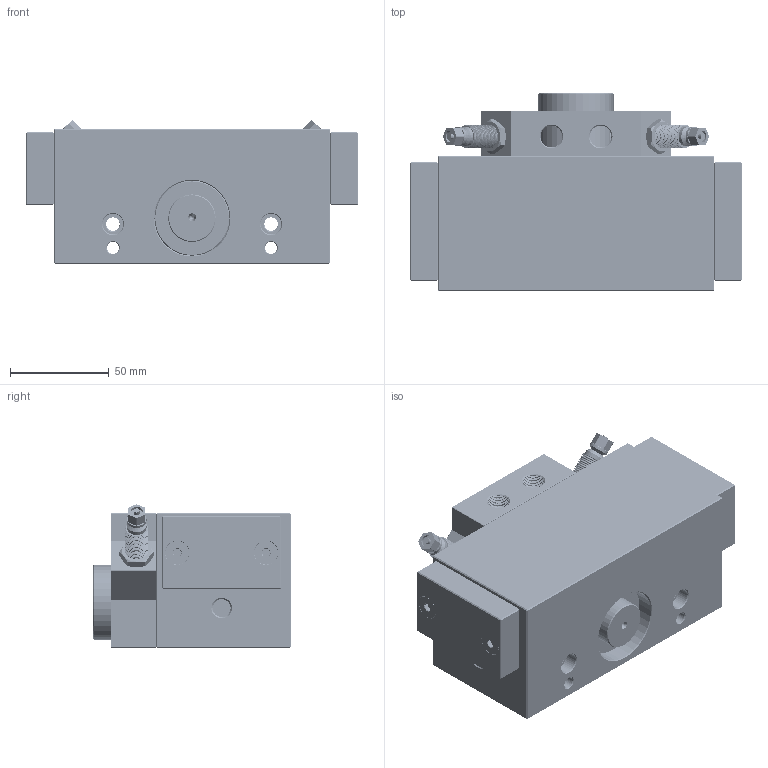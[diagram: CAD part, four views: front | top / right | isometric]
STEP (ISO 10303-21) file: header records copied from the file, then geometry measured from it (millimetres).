
FILE_DESCRIPTION(/* description */ (''),/* implementation_level */ '2;1');
FILE_NAME(/* name */ 'faff9a98-3600-46ae-9127-ac53b7bceab5.stp',/* time_stamp */ '2020-11-20T09:00:12+00:00',/* author */ (''),/* organization */ (''),/* preprocessor_version */ 'ST-DEVELOPER v18.1',/* originating_system */ 'Autodesk Translation Framework v9.3.0.1241',/* authorisation */ '');
FILE_SCHEMA (('AUTOMOTIVE_DESIGN { 1 0 10303 214 3 1 1 }'));
Products named in the file (13): MD 32/180 V; Body_part_1; Body_part_2; Body_part_3; AS 12/60; AS 12/60_1; Screw_M12; Hex_nut_M12; Flat_head_screw_M6; Socket_head_screw_M6; Rod; Pin_6; Pin_8
Assembly tree (19 placements, depth 3):
  MD 32/180 V
    Body_part_1
    Body_part_2  x2
    Body_part_3
    AS 12/60
      Screw_M12
      Hex_nut_M12
    AS 12/60_1
      Screw_M12
      Hex_nut_M12
    Flat_head_screw_M6  x2
    Socket_head_screw_M6  x2
    Pin_6  x2
    Rod
    Pin_8  x2
Bounding box: 168 x 100 x 72.48 mm (x, y, z)
Volume: 810362.6 mm3; surface area: 136457.1 mm2
Topology: 19 solids, 19 shells, 1953 faces, 5384 edges, 3490 vertices
Faces by surface type: cylinder 1307, plane 304, bspline 197, cone 137, sphere 8
Full cylindrical faces by diameter (mm): 2 x1, 3 x2, 4.701 x44, 5 x2, 5.026 x50, 5.035 x32, 6 x112, 6.147 x18, 6.779 x42, 8 x4, 8.17 x23, 8.526 x14, 9 x2, 9.036 x30, 10 x6, 10.147 x32, 10.198 x16, 10.4 x4, 10.741 x62, 11 x2, 11.035 x111, 11.884 x82, 12 x4, 12.152 x109, 24 x1, 38 x3
Entity records: 129465 total; most frequent: CARTESIAN_POINT 96207, ORIENTED_EDGE 8380, DIRECTION 4494, EDGE_CURVE 4190, VERTEX_POINT 2725, B_SPLINE_CURVE_WITH_KNOTS 2644, AXIS2_PLACEMENT_3D 1655, EDGE_LOOP 1567
